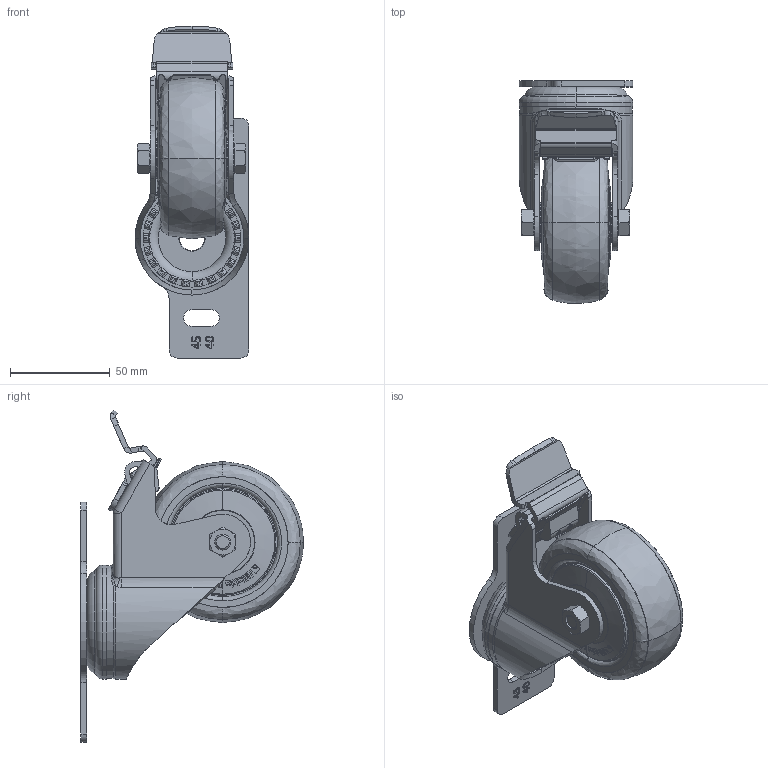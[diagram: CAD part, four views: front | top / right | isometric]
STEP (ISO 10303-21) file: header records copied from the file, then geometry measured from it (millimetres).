
FILE_DESCRIPTION (( 'STEP AP214' ), '1' );
FILE_NAME ('Accessories for aluminium profiles098S080TD4045N.step', '2016-10-19T12:47:10', ( '' ), ( '' ), 'SwSTEP 2.0', 'SolidWorks 2016', '' );
FILE_SCHEMA (( 'AUTOMOTIVE_DESIGN' ));
Length unit declared in the file: millimetre
Products named in the file (5): 098S4045R.u.Tab_098S080D4045; Accessories for aluminium profiles098S080TD4045N; TPA_80_8K-FK_574186-214_selction no pls; 4DIN931M08048MS01; 4DIN934M08M
Assembly tree (4 placements, depth 2):
  Accessories for aluminium profiles098S080TD4045N
    098S4045R.u.Tab_098S080D4045
    4DIN934M08M
    4DIN931M08048MS01
    TPA_80_8K-FK_574186-214_selction no pls
Bounding box: 57 x 111.41 x 166.07 mm (x, y, z)
Volume: 288098.1 mm3; surface area: 84950.2 mm2
Topology: 8 solids, 8 shells, 1993 faces, 5215 edges, 3334 vertices
Faces by surface type: plane 896, bspline 508, cylinder 400, torus 101, cone 81, sphere 7
Entity records: 110694 total; most frequent: CARTESIAN_POINT 45503, ORIENTED_EDGE 10422, DIRECTION 7072, EDGE_CURVE 5211, VERTEX_POINT 3334, LINE 2454, VECTOR 2454, AXIS2_PLACEMENT_3D 2309
